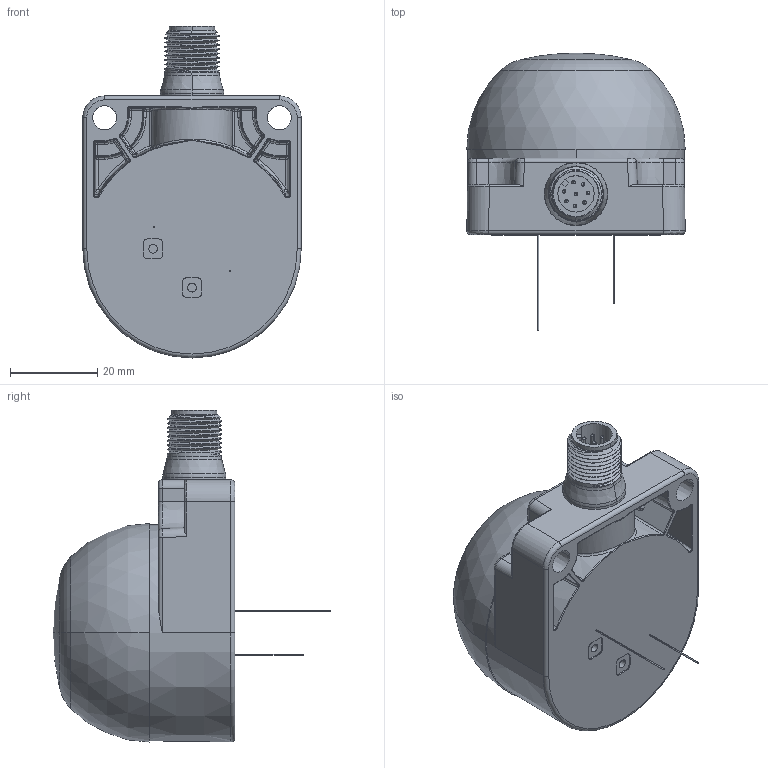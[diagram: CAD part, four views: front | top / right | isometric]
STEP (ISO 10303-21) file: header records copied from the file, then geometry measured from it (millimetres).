
FILE_DESCRIPTION((''),'2;1');
FILE_NAME('206998_ASM','2019-03-11T07:35:22',('pdmadmin'),('BANNER ENGINEERING'),'CREO PARAMETRIC BY PTC INC, 2018300','CREO PARAMETRIC BY PTC INC, 2018300','');
FILE_SCHEMA(('CONFIG_CONTROL_DESIGN'));
Length unit declared in the file: millimetre
Products named in the file (16): 151096; 128008; 126713_NO_ORING; 175779_ASM; 200770_GENERIC; 189775_AF0; SOT23ALT_AF0; 0603_AF0; P4322_AF0; P4322_AF1; 189775_ASM; 190439; 190440; 189391_ASM; 800288_ASM; 206998_ASM
Assembly tree (15 placements, depth 5):
  206998_ASM
    800288_ASM
      175779_ASM
        151096
        128008
        126713_NO_ORING
      189391_ASM
        200770_GENERIC
        189775_ASM
          189775_AF0
          SOT23ALT_AF0
          0603_AF0
          P4322_AF0
          P4322_AF1
        190439
        190440
Bounding box: 50 x 63.57 x 76 mm (x, y, z)
Volume: 33020.8 mm3; surface area: 28476.2 mm2
Topology: 11 solids, 11 shells, 1030 faces, 2495 edges, 1544 vertices
Faces by surface type: cylinder 415, plane 334, bspline 128, torus 55, sphere 48, cone 48, extrusion 2
Entity records: 38162 total; most frequent: CARTESIAN_POINT 13886, DIRECTION 5147, ORIENTED_EDGE 4986, EDGE_CURVE 2493, AXIS2_PLACEMENT_3D 1992, VERTEX_POINT 1544, VECTOR 1163, LINE 1161
